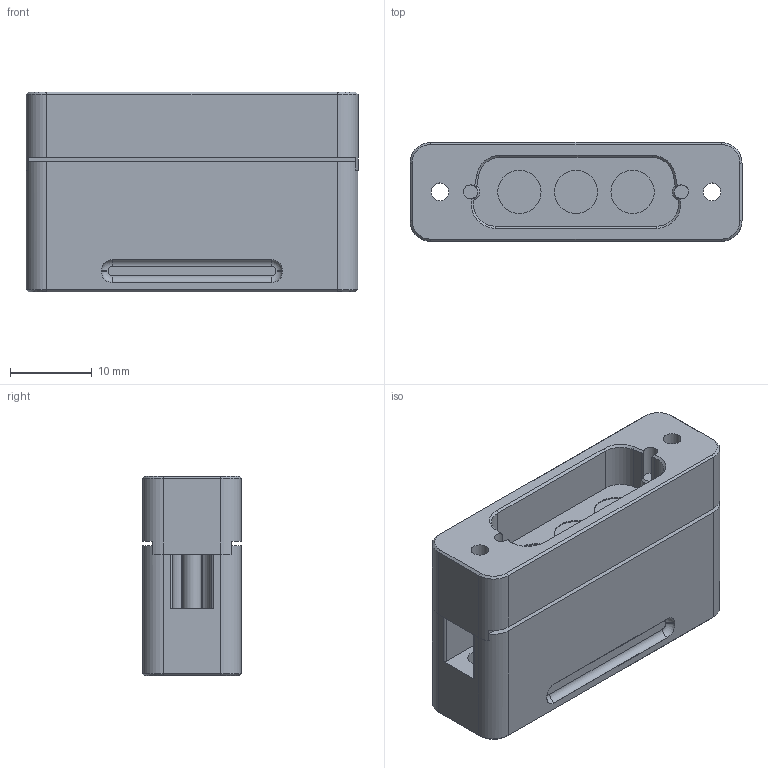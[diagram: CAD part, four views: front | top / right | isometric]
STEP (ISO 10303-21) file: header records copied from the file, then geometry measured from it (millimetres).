
FILE_DESCRIPTION(/* description */ ('Alibre Inc.'),/* implementation_level */ '2;1');
FILE_NAME(/* name */ 'export0',/* time_stamp */ '2014-11-06T08:33:06-08:00',/* author */ (''),/* organization */ (''),/* preprocessor_version */ 'ST-DEVELOPER v14',/* originating_system */ 'Alibre',/* authorisation */ '');
FILE_SCHEMA (('CONFIG_CONTROL_DESIGN'));
Length unit declared in the file: centimetre
Products named in the file (1): ID_1
Bounding box: 40.51 x 12.06 x 24.38 mm (x, y, z)
Volume: 9806.7 mm3; surface area: 4743.8 mm2
Topology: 1 solids, 1 shells, 164 faces, 412 edges, 259 vertices
Faces by surface type: plane 75, cylinder 62, cone 19, torus 8
Full cylindrical faces by diameter (mm): 2.156 x2, 2.946 x2, 5.283 x3, 6.147 x3
Entity records: 4812 total; most frequent: CARTESIAN_POINT 948, ORIENTED_EDGE 778, DIRECTION 760, EDGE_CURVE 389, AXIS2_PLACEMENT_3D 323, VERTEX_POINT 251, EDGE_LOOP 196, FACE_BOUND 196
